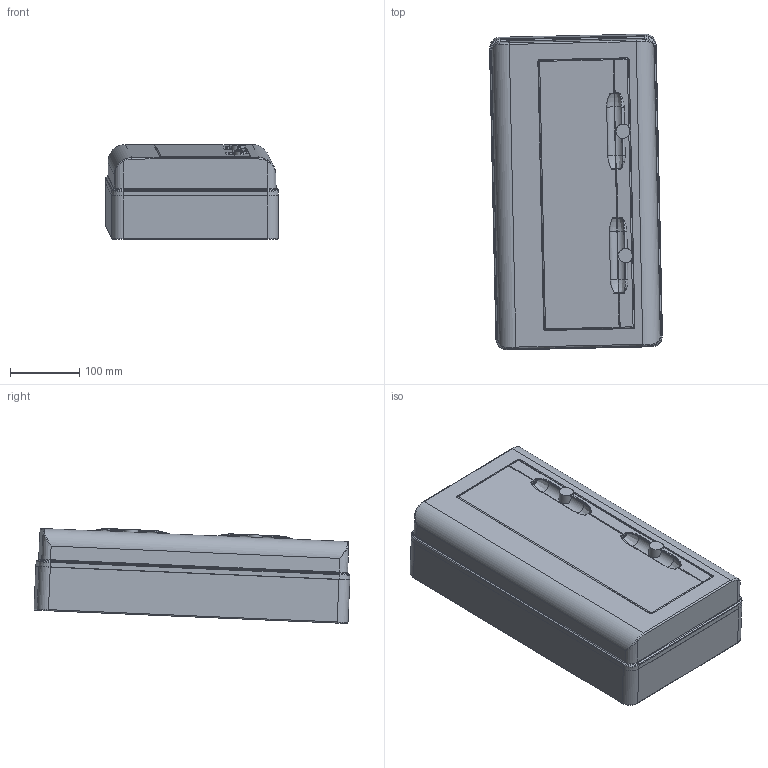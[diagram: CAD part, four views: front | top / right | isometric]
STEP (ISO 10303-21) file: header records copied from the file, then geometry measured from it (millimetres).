
FILE_DESCRIPTION((''),'2;1');
FILE_NAME('GW68024N_ASM','2021-03-31T14:59:46',('User'),('Axiro Italia'),'CREO PARAMETRIC BY PTC INC, 2020354','CREO PARAMETRIC BY PTC INC, 2020354','');
FILE_SCHEMA(('CONFIG_CONTROL_DESIGN'));
Length unit declared in the file: millimetre
Products named in the file (3): 55523872_FONDO_QDIN_20M_MODULO; 55523880I_FRONTALE_QDIN_20M_MOD; GW68024N_ASM
Assembly tree (2 placements, depth 2):
  GW68024N_ASM
    55523872_FONDO_QDIN_20M_MODULO
    55523880I_FRONTALE_QDIN_20M_MOD
Bounding box: 250.03 x 456.88 x 137.21 mm (x, y, z)
Volume: 2946684.9 mm3; surface area: 809736.1 mm2
Topology: 2 solids, 2 shells, 684 faces, 1824 edges, 1160 vertices
Faces by surface type: plane 338, cylinder 122, cone 102, bspline 80, torus 34, sphere 8
Entity records: 27065 total; most frequent: CARTESIAN_POINT 10704, ORIENTED_EDGE 3620, DIRECTION 3046, EDGE_CURVE 1810, VERTEX_POINT 1160, VECTOR 1056, LINE 1056, AXIS2_PLACEMENT_3D 995
